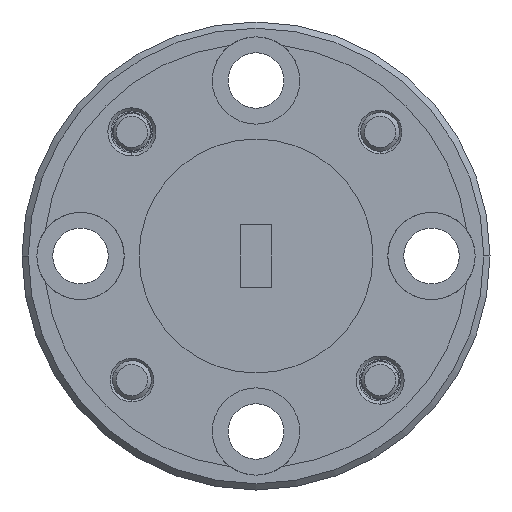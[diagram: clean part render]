
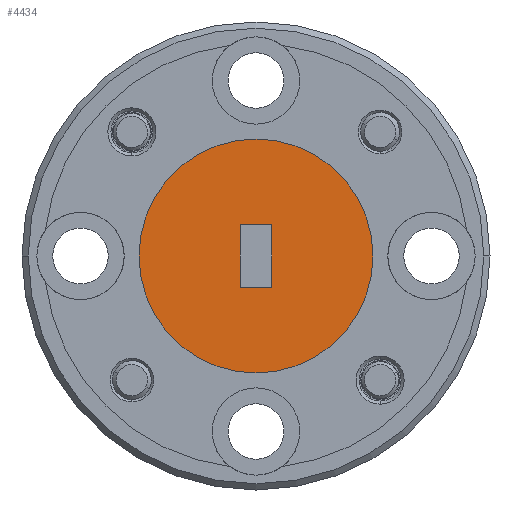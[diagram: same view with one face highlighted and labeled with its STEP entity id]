
A CAD part, left-side view. The second image highlights one B-rep face of the part: STEP entity #4434.
In plain terms, the highlighted planar face has unit normal (-1, 0, 0).
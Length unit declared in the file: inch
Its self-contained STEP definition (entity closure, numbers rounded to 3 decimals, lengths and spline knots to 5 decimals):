
#6 = EDGE_CURVE ( 'NONE', #749, #3747, #4203, .T. ) ;
#10 = VECTOR ( 'NONE', #4396, 39.37008 ) ;
#145 = VECTOR ( 'NONE', #523, 39.37008 ) ;
#256 = FACE_BOUND ( 'NONE', #3090, .T. ) ;
#258 = DIRECTION ( 'NONE',  ( 0., -1., 0. ) ) ;
#307 = CARTESIAN_POINT ( 'NONE',  ( 0., 0.025, -0.05 ) ) ;
#364 = CARTESIAN_POINT ( 'NONE',  ( 0., 0.025, 0.05 ) ) ;
#385 = CARTESIAN_POINT ( 'NONE',  ( 0., -0.025, 0.05 ) ) ;
#523 = DIRECTION ( 'NONE',  ( 0., 1., 0. ) ) ;
#549 = DIRECTION ( 'NONE',  ( 0., 1., 0. ) ) ;
#572 = EDGE_CURVE ( 'NONE', #1636, #749, #2855, .T. ) ;
#611 = AXIS2_PLACEMENT_3D ( 'NONE', #1329, #2483, #258 ) ;
#627 = AXIS2_PLACEMENT_3D ( 'NONE', #3518, #3457, #3128 ) ;
#749 = VERTEX_POINT ( 'NONE', #364 ) ;
#763 = CARTESIAN_POINT ( 'NONE',  ( 0., -0.025, 0.05 ) ) ;
#987 = VERTEX_POINT ( 'NONE', #2734 ) ;
#1090 = VERTEX_POINT ( 'NONE', #1660 ) ;
#1283 = EDGE_LOOP ( 'NONE', ( #2580, #2524 ) ) ;
#1329 = CARTESIAN_POINT ( 'NONE',  ( 0., 0., 0. ) ) ;
#1468 = DIRECTION ( 'NONE',  ( 0., -1., 0. ) ) ;
#1533 = EDGE_CURVE ( 'NONE', #3041, #1090, #2018, .T. ) ;
#1636 = VERTEX_POINT ( 'NONE', #307 ) ;
#1660 = CARTESIAN_POINT ( 'NONE',  ( 0., 0.1875, 0. ) ) ;
#1689 = CARTESIAN_POINT ( 'NONE',  ( 0., -0.1875, 0. ) ) ;
#1690 = LINE ( 'NONE', #1894, #145 ) ;
#1707 = EDGE_CURVE ( 'NONE', #1090, #3041, #3586, .T. ) ;
#1801 = FACE_OUTER_BOUND ( 'NONE', #1283, .T. ) ;
#1894 = CARTESIAN_POINT ( 'NONE',  ( 0., -0.025, -0.05 ) ) ;
#1941 = DIRECTION ( 'NONE',  ( 1., 0., 0. ) ) ;
#2018 = CIRCLE ( 'NONE', #3589, 0.1875 ) ;
#2328 = CARTESIAN_POINT ( 'NONE',  ( 0., 0.025, -0.05 ) ) ;
#2422 = ORIENTED_EDGE ( 'NONE', *, *, #572, .T. ) ;
#2483 = DIRECTION ( 'NONE',  ( -1., 0., 0. ) ) ;
#2524 = ORIENTED_EDGE ( 'NONE', *, *, #1533, .F. ) ;
#2580 = ORIENTED_EDGE ( 'NONE', *, *, #1707, .F. ) ;
#2734 = CARTESIAN_POINT ( 'NONE',  ( 0., -0.025, -0.05 ) ) ;
#2846 = VECTOR ( 'NONE', #3070, 39.37008 ) ;
#2855 = LINE ( 'NONE', #2328, #2846 ) ;
#3013 = LINE ( 'NONE', #4425, #10 ) ;
#3041 = VERTEX_POINT ( 'NONE', #1689 ) ;
#3070 = DIRECTION ( 'NONE',  ( 0., 0., 1. ) ) ;
#3090 = EDGE_LOOP ( 'NONE', ( #3864, #3218, #3110, #2422 ) ) ;
#3110 = ORIENTED_EDGE ( 'NONE', *, *, #4254, .T. ) ;
#3128 = DIRECTION ( 'NONE',  ( 0., 1., 0. ) ) ;
#3218 = ORIENTED_EDGE ( 'NONE', *, *, #3742, .T. ) ;
#3457 = DIRECTION ( 'NONE',  ( 1., 0., 0. ) ) ;
#3518 = CARTESIAN_POINT ( 'NONE',  ( 0., 0., 0. ) ) ;
#3586 = CIRCLE ( 'NONE', #627, 0.1875 ) ;
#3589 = AXIS2_PLACEMENT_3D ( 'NONE', #3716, #1941, #549 ) ;
#3716 = CARTESIAN_POINT ( 'NONE',  ( 0., 0., 0. ) ) ;
#3742 = EDGE_CURVE ( 'NONE', #3747, #987, #3013, .T. ) ;
#3747 = VERTEX_POINT ( 'NONE', #385 ) ;
#3864 = ORIENTED_EDGE ( 'NONE', *, *, #6, .T. ) ;
#4148 = VECTOR ( 'NONE', #1468, 39.37008 ) ;
#4203 = LINE ( 'NONE', #763, #4148 ) ;
#4254 = EDGE_CURVE ( 'NONE', #987, #1636, #1690, .T. ) ;
#4396 = DIRECTION ( 'NONE',  ( 0., 0., -1. ) ) ;
#4425 = CARTESIAN_POINT ( 'NONE',  ( 0., -0.025, -0.05 ) ) ;
#4434 = ADVANCED_FACE ( 'NONE', ( #256, #1801 ), #4622, .T. ) ;
#4622 = PLANE ( 'NONE',  #611 ) ;
